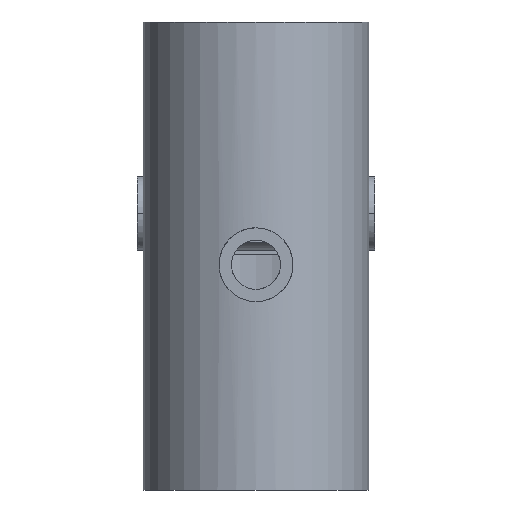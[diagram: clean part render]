
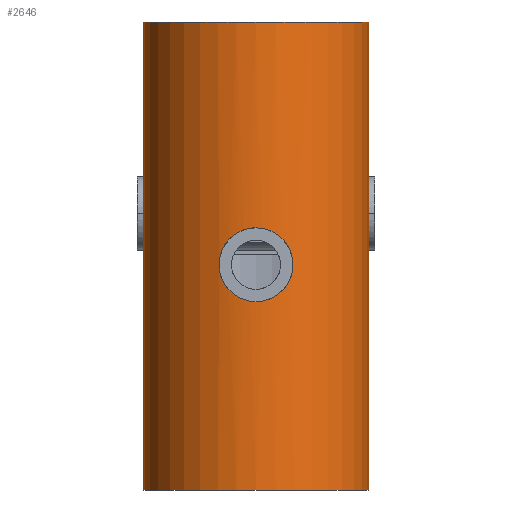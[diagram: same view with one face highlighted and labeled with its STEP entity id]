
A CAD part, front view. The second image highlights one B-rep face of the part: STEP entity #2646.
In plain terms, the highlighted cylindrical face has radius 55 mm (diameter 110 mm), a partial arc.
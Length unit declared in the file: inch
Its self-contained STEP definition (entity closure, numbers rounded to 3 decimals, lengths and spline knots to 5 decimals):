
#524=CARTESIAN_POINT('',(0.,-2.16535,1.65354));
#525=CARTESIAN_POINT('',(-0.03817,-2.16535,
1.65354));
#526=CARTESIAN_POINT('',(-0.11485,-2.16331,
1.65974));
#527=CARTESIAN_POINT('',(-0.2275,-2.15433,
1.68768));
#528=CARTESIAN_POINT('',(-0.33561,-2.14006,
1.73431));
#529=CARTESIAN_POINT('',(-0.43586,-2.12177,
1.79916));
#530=CARTESIAN_POINT('',(-0.52452,-2.10142,
1.88064));
#531=CARTESIAN_POINT('',(-0.598,-2.0815,
1.97574));
#532=CARTESIAN_POINT('',(-0.65382,-2.06447,
2.08055));
#533=CARTESIAN_POINT('',(-0.69097,-2.05221,
2.19126));
#534=CARTESIAN_POINT('',(-0.70943,-2.04584,
2.30494));
#535=CARTESIAN_POINT('',(-0.70943,-2.04584,
2.41947));
#536=CARTESIAN_POINT('',(-0.69097,-2.05221,
2.53315));
#537=CARTESIAN_POINT('',(-0.65382,-2.06447,
2.64386));
#538=CARTESIAN_POINT('',(-0.598,-2.0815,
2.74867));
#539=CARTESIAN_POINT('',(-0.52452,-2.10142,
2.84377));
#540=CARTESIAN_POINT('',(-0.43586,-2.12177,
2.92525));
#541=CARTESIAN_POINT('',(-0.33561,-2.14006,
2.9901));
#542=CARTESIAN_POINT('',(-0.2275,-2.15433,
3.03673));
#543=CARTESIAN_POINT('',(-0.11485,-2.16331,
3.06467));
#544=CARTESIAN_POINT('',(-0.03817,-2.16535,
3.07087));
#545=CARTESIAN_POINT('',(0.,-2.16535,3.07087));
#551=DIRECTION('',(0.,0.,-1.));
#552=VECTOR('',#551,8.99606);
#553=CARTESIAN_POINT('',(2.16535,0.,7.02756));
#554=LINE('',#553,#552);
#555=DIRECTION('',(0.,0.,1.));
#556=VECTOR('',#555,8.99606);
#557=CARTESIAN_POINT('',(-2.16535,0.,-1.9685));
#558=LINE('',#557,#556);
#664=CARTESIAN_POINT('',(0.,0.,-1.9685));
#665=DIRECTION('',(0.,0.,-1.));
#666=DIRECTION('',(1.,0.,0.));
#667=AXIS2_PLACEMENT_3D('',#664,#665,#666);
#730=CARTESIAN_POINT('',(0.,0.,7.02756));
#731=DIRECTION('',(0.,0.,1.));
#732=DIRECTION('',(-1.,0.,0.));
#733=AXIS2_PLACEMENT_3D('',#730,#731,#732);
#1489=CARTESIAN_POINT('',(0.,-2.16535,3.07087));
#1490=CARTESIAN_POINT('',(0.03817,-2.16535,
3.07087));
#1491=CARTESIAN_POINT('',(0.11485,-2.16331,
3.06467));
#1492=CARTESIAN_POINT('',(0.2275,-2.15433,
3.03673));
#1493=CARTESIAN_POINT('',(0.33561,-2.14006,
2.9901));
#1494=CARTESIAN_POINT('',(0.43586,-2.12177,
2.92525));
#1495=CARTESIAN_POINT('',(0.52452,-2.10142,
2.84377));
#1496=CARTESIAN_POINT('',(0.598,-2.0815,
2.74867));
#1497=CARTESIAN_POINT('',(0.65382,-2.06447,
2.64386));
#1498=CARTESIAN_POINT('',(0.69097,-2.05221,
2.53315));
#1499=CARTESIAN_POINT('',(0.70943,-2.04584,
2.41947));
#1500=CARTESIAN_POINT('',(0.70943,-2.04584,
2.30494));
#1501=CARTESIAN_POINT('',(0.69097,-2.05221,
2.19126));
#1502=CARTESIAN_POINT('',(0.65382,-2.06447,
2.08055));
#1503=CARTESIAN_POINT('',(0.598,-2.0815,
1.97574));
#1504=CARTESIAN_POINT('',(0.52452,-2.10142,
1.88064));
#1505=CARTESIAN_POINT('',(0.43586,-2.12177,
1.79916));
#1506=CARTESIAN_POINT('',(0.33561,-2.14006,
1.73431));
#1507=CARTESIAN_POINT('',(0.2275,-2.15433,
1.68768));
#1508=CARTESIAN_POINT('',(0.11485,-2.16331,
1.65974));
#1509=CARTESIAN_POINT('',(0.03817,-2.16535,
1.65354));
#1510=CARTESIAN_POINT('',(0.,-2.16535,1.65354));
#1645=VERTEX_POINT('',#524);
#1646=VERTEX_POINT('',#545);
#1927=CARTESIAN_POINT('',(2.16535,0.,7.02756));
#1928=CARTESIAN_POINT('',(-2.16535,0.,7.02756));
#1929=VERTEX_POINT('',#1927);
#1930=VERTEX_POINT('',#1928);
#1963=CARTESIAN_POINT('',(-2.16535,0.,-1.9685));
#1964=CARTESIAN_POINT('',(2.16535,0.,-1.9685));
#1965=VERTEX_POINT('',#1963);
#1966=VERTEX_POINT('',#1964);
#2626=CARTESIAN_POINT('',(0.,0.,0.));
#2627=DIRECTION('',(0.,0.,1.));
#2628=DIRECTION('',(1.,0.,0.));
#2629=AXIS2_PLACEMENT_3D('',#2626,#2627,#2628);
#2630=CYLINDRICAL_SURFACE('',#2629,2.16535);
#2632=ORIENTED_EDGE('',*,*,#2631,.T.);
#2634=ORIENTED_EDGE('',*,*,#2633,.T.);
#2636=ORIENTED_EDGE('',*,*,#2635,.T.);
#2638=ORIENTED_EDGE('',*,*,#2637,.T.);
#2639=EDGE_LOOP('',(#2632,#2634,#2636,#2638));
#2640=FACE_OUTER_BOUND('',#2639,.F.);
#2641=ORIENTED_EDGE('',*,*,#2616,.F.);
#2643=ORIENTED_EDGE('',*,*,#2642,.F.);
#2644=EDGE_LOOP('',(#2641,#2643));
#2645=FACE_BOUND('',#2644,.F.);
#2646=ADVANCED_FACE('',(#2640,#2645),#2630,.T.);
#546=B_SPLINE_CURVE_WITH_KNOTS('',3,(#524,#525,#526,#527,#528,#529,#530,#531,
#532,#533,#534,#535,#536,#537,#538,#539,#540,#541,#542,#543,#544,#545),
.UNSPECIFIED.,.F.,.F.,(4,1,1,1,1,1,1,1,1,1,1,1,1,1,1,1,1,1,1,4),(0.,
0.05263,0.10526,0.15789,0.21053,
0.26316,0.31579,0.36842,0.42105,
0.47368,0.52632,0.57895,0.63158,
0.68421,0.73684,0.78947,0.84211,
0.89474,0.94737,1.),.UNSPECIFIED.);
#668=CIRCLE('',#667,2.16535);
#734=CIRCLE('',#733,2.16535);
#1511=B_SPLINE_CURVE_WITH_KNOTS('',3,(#1489,#1490,#1491,#1492,#1493,#1494,#1495,
#1496,#1497,#1498,#1499,#1500,#1501,#1502,#1503,#1504,#1505,#1506,#1507,#1508,
#1509,#1510),.UNSPECIFIED.,.F.,.F.,(4,1,1,1,1,1,1,1,1,1,1,1,1,1,1,1,1,1,1,4),(
0.,0.05263,0.10526,0.15789,0.21053,
0.26316,0.31579,0.36842,0.42105,
0.47368,0.52632,0.57895,0.63158,
0.68421,0.73684,0.78947,0.84211,
0.89474,0.94737,1.),.UNSPECIFIED.);
#2616=EDGE_CURVE('',#1645,#1646,#546,.T.);
#2631=EDGE_CURVE('',#1929,#1966,#554,.T.);
#2633=EDGE_CURVE('',#1966,#1965,#668,.T.);
#2635=EDGE_CURVE('',#1965,#1930,#558,.T.);
#2637=EDGE_CURVE('',#1930,#1929,#734,.T.);
#2642=EDGE_CURVE('',#1646,#1645,#1511,.T.);
